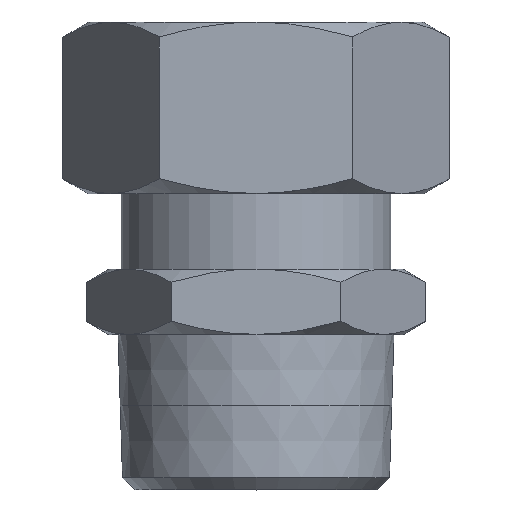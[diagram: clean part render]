
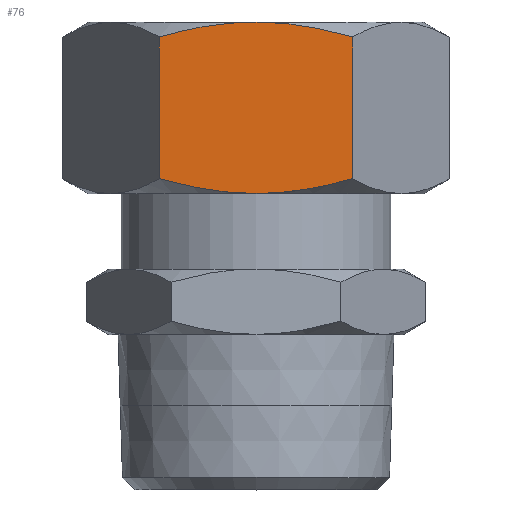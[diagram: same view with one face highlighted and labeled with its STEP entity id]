
A CAD part, top view. The second image highlights one B-rep face of the part: STEP entity #76.
In plain terms, the highlighted planar face has unit normal (0, 0, 1).
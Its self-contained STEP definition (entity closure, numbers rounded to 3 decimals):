
#76=ADVANCED_FACE('',(#173),#174,.T.);
#173=FACE_OUTER_BOUND('',#309,.T.);
#174=PLANE('',#310);
#309=EDGE_LOOP('',(#579,#580,#581,#582,#583,#584));
#310=AXIS2_PLACEMENT_3D('',#585,#586,#587);
#579=ORIENTED_EDGE('',*,*,#908,.F.);
#580=ORIENTED_EDGE('',*,*,#905,.F.);
#581=ORIENTED_EDGE('',*,*,#931,.T.);
#582=ORIENTED_EDGE('',*,*,#923,.F.);
#583=ORIENTED_EDGE('',*,*,#920,.F.);
#584=ORIENTED_EDGE('',*,*,#932,.F.);
#585=CARTESIAN_POINT('',(0.,17.24,20.5));
#586=DIRECTION('',(0.,0.0,1.0));
#587=DIRECTION('',(1.0,0.0,0.));
#905=EDGE_CURVE('',#1091,#1080,#1092,.T.);
#908=EDGE_CURVE('',#1080,#1094,#1096,.T.);
#920=EDGE_CURVE('',#1113,#1114,#1115,.T.);
#923=EDGE_CURVE('',#1114,#1118,#1119,.T.);
#931=EDGE_CURVE('',#1091,#1118,#1129,.T.);
#932=EDGE_CURVE('',#1094,#1113,#1130,.T.);
#1080=VERTEX_POINT('',#1404);
#1091=VERTEX_POINT('',#1415);
#1092=(B_SPLINE_CURVE(2,(#1417,#1418,#1419,#1420,#1421),.UNSPECIFIED.,.F.,.F.)B_SPLINE_CURVE_WITH_KNOTS((3,2,3),(0.0,12.02,24.04),.UNSPECIFIED.)RATIONAL_B_SPLINE_CURVE((1.0,1.038,1.0,1.038,1.0))BOUNDED_CURVE()REPRESENTATION_ITEM('')GEOMETRIC_REPRESENTATION_ITEM()CURVE());
#1094=VERTEX_POINT('',#1440);
#1096=(B_SPLINE_CURVE(2,(#1454,#1455,#1456,#1457,#1458),.UNSPECIFIED.,.F.,.F.)B_SPLINE_CURVE_WITH_KNOTS((3,2,3),(0.0,12.02,24.04),.UNSPECIFIED.)RATIONAL_B_SPLINE_CURVE((1.0,1.038,1.0,1.038,1.0))BOUNDED_CURVE()REPRESENTATION_ITEM('')GEOMETRIC_REPRESENTATION_ITEM()CURVE());
#1113=VERTEX_POINT('',#1580);
#1114=VERTEX_POINT('',#1581);
#1115=(B_SPLINE_CURVE(2,(#1583,#1584,#1585,#1586,#1587),.UNSPECIFIED.,.F.,.F.)B_SPLINE_CURVE_WITH_KNOTS((3,2,3),(0.0,12.02,24.04),.UNSPECIFIED.)RATIONAL_B_SPLINE_CURVE((1.0,1.038,1.0,1.038,1.0))BOUNDED_CURVE()REPRESENTATION_ITEM('')GEOMETRIC_REPRESENTATION_ITEM()CURVE());
#1118=VERTEX_POINT('',#1607);
#1119=(B_SPLINE_CURVE(2,(#1609,#1610,#1611,#1612,#1613),.UNSPECIFIED.,.F.,.F.)B_SPLINE_CURVE_WITH_KNOTS((3,2,3),(0.0,12.02,24.04),.UNSPECIFIED.)RATIONAL_B_SPLINE_CURVE((1.0,1.038,1.0,1.038,1.0))BOUNDED_CURVE()REPRESENTATION_ITEM('')GEOMETRIC_REPRESENTATION_ITEM()CURVE());
#1129=LINE('',#1673,#1674);
#1130=LINE('',#1675,#1676);
#1404=CARTESIAN_POINT('',(0.,17.24,20.5));
#1415=CARTESIAN_POINT('',(11.836,19.071,20.5));
#1417=CARTESIAN_POINT('',(11.848,19.074,20.5));
#1418=CARTESIAN_POINT('',(5.498,17.24,20.5));
#1419=CARTESIAN_POINT('',(0.,17.24,20.5));
#1420=CARTESIAN_POINT('',(-5.498,17.24,20.5));
#1421=CARTESIAN_POINT('',(-11.848,19.074,20.5));
#1440=CARTESIAN_POINT('',(-11.836,19.071,20.5));
#1454=CARTESIAN_POINT('',(11.848,19.074,20.5));
#1455=CARTESIAN_POINT('',(5.498,17.24,20.5));
#1456=CARTESIAN_POINT('',(0.,17.24,20.5));
#1457=CARTESIAN_POINT('',(-5.498,17.24,20.5));
#1458=CARTESIAN_POINT('',(-11.848,19.074,20.5));
#1580=CARTESIAN_POINT('',(-11.836,36.409,20.5));
#1581=CARTESIAN_POINT('',(0.,38.24,20.5));
#1583=CARTESIAN_POINT('',(-11.848,36.405,20.5));
#1584=CARTESIAN_POINT('',(-5.498,38.24,20.5));
#1585=CARTESIAN_POINT('',(0.,38.24,20.5));
#1586=CARTESIAN_POINT('',(5.498,38.24,20.5));
#1587=CARTESIAN_POINT('',(11.848,36.405,20.5));
#1607=CARTESIAN_POINT('',(11.836,36.409,20.5));
#1609=CARTESIAN_POINT('',(-11.848,36.405,20.5));
#1610=CARTESIAN_POINT('',(-5.498,38.24,20.5));
#1611=CARTESIAN_POINT('',(0.,38.24,20.5));
#1612=CARTESIAN_POINT('',(5.498,38.24,20.5));
#1613=CARTESIAN_POINT('',(11.848,36.405,20.5));
#1673=CARTESIAN_POINT('',(11.836,17.24,20.5));
#1674=VECTOR('',#2103,1.0);
#1675=CARTESIAN_POINT('',(-11.836,17.24,20.5));
#1676=VECTOR('',#2104,1.0);
#2103=DIRECTION('',(0.0,1.0,0.0));
#2104=DIRECTION('',(0.0,1.0,0.0));
